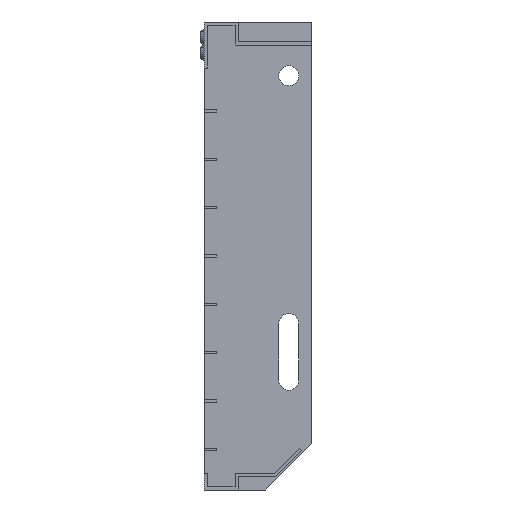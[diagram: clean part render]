
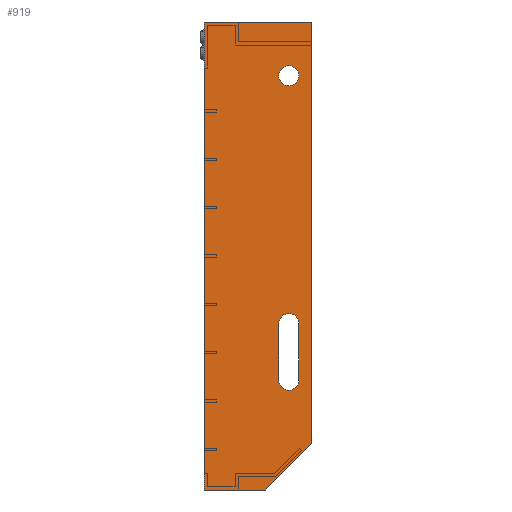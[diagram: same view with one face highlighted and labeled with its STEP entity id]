
A CAD part, left-side view. The second image highlights one B-rep face of the part: STEP entity #919.
In plain terms, the highlighted planar face has unit normal (-1, 0, 0).
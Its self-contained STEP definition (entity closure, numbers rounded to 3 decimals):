
#23 = VERTEX_POINT ( 'NONE', #6075 ) ;
#253 = VERTEX_POINT ( 'NONE', #31027 ) ;
#626 = CARTESIAN_POINT ( 'NONE',  ( -500., 70., 0. ) ) ;
#664 = ORIENTED_EDGE ( 'NONE', *, *, #18826, .T. ) ;
#919 = ADVANCED_FACE ( 'NONE', ( #27553, #23372, #8266 ), #5457, .F. ) ;
#1428 = VERTEX_POINT ( 'NONE', #2084 ) ;
#1656 = ORIENTED_EDGE ( 'NONE', *, *, #31274, .F. ) ;
#1677 = VECTOR ( 'NONE', #31477, 1000. ) ;
#2084 = CARTESIAN_POINT ( 'NONE',  ( -500., 8.5, -233.5 ) ) ;
#2652 = AXIS2_PLACEMENT_3D ( 'NONE', #30539, #9430, #12142 ) ;
#2904 = LINE ( 'NONE', #626, #32674 ) ;
#2941 = CARTESIAN_POINT ( 'NONE',  ( -500., 8.5, -196.5 ) ) ;
#3235 = ORIENTED_EDGE ( 'NONE', *, *, #6582, .T. ) ;
#3390 = EDGE_CURVE ( 'NONE', #8087, #15440, #19518, .T. ) ;
#3520 = AXIS2_PLACEMENT_3D ( 'NONE', #26108, #7362, #29030 ) ;
#3691 = ORIENTED_EDGE ( 'NONE', *, *, #3390, .T. ) ;
#3903 = VECTOR ( 'NONE', #25299, 1000. ) ;
#4076 = ORIENTED_EDGE ( 'NONE', *, *, #28226, .T. ) ;
#5065 = ORIENTED_EDGE ( 'NONE', *, *, #24909, .F. ) ;
#5457 = PLANE ( 'NONE',  #15798 ) ;
#6075 = CARTESIAN_POINT ( 'NONE',  ( -500., 70., -305. ) ) ;
#6129 = VECTOR ( 'NONE', #27026, 1000. ) ;
#6582 = EDGE_CURVE ( 'NONE', #15440, #7992, #24818, .T. ) ;
#7249 = ORIENTED_EDGE ( 'NONE', *, *, #10561, .T. ) ;
#7362 = DIRECTION ( 'NONE',  ( 1., 0., 0. ) ) ;
#7819 = CIRCLE ( 'NONE', #10537, 6.5 ) ;
#7894 = CARTESIAN_POINT ( 'NONE',  ( -500., 21.5, -196.5 ) ) ;
#7992 = VERTEX_POINT ( 'NONE', #2941 ) ;
#8087 = VERTEX_POINT ( 'NONE', #24851 ) ;
#8266 = FACE_OUTER_BOUND ( 'NONE', #25441, .T. ) ;
#8523 = CARTESIAN_POINT ( 'NONE',  ( -500., 30., -305. ) ) ;
#8712 = EDGE_CURVE ( 'NONE', #13483, #23, #31454, .T. ) ;
#9143 = CARTESIAN_POINT ( 'NONE',  ( -500., 15., -233.5 ) ) ;
#9252 = CIRCLE ( 'NONE', #28198, 6.5 ) ;
#9430 = DIRECTION ( 'NONE',  ( 1., 0., 0. ) ) ;
#9494 = VECTOR ( 'NONE', #23681, 1000. ) ;
#10033 = CARTESIAN_POINT ( 'NONE',  ( -500., 70., -305. ) ) ;
#10068 = CARTESIAN_POINT ( 'NONE',  ( -500., 15., -35. ) ) ;
#10537 = AXIS2_PLACEMENT_3D ( 'NONE', #10068, #31758, #31405 ) ;
#10561 = EDGE_CURVE ( 'NONE', #1428, #253, #12621, .T. ) ;
#10840 = ORIENTED_EDGE ( 'NONE', *, *, #23771, .T. ) ;
#10969 = DIRECTION ( 'NONE',  ( 0., 0., 1. ) ) ;
#11049 = LINE ( 'NONE', #22602, #3903 ) ;
#11336 = DIRECTION ( 'NONE',  ( 1., 0., 0. ) ) ;
#11938 = VERTEX_POINT ( 'NONE', #16794 ) ;
#12128 = EDGE_LOOP ( 'NONE', ( #13348, #664 ) ) ;
#12142 = DIRECTION ( 'NONE',  ( 0., 0., -1. ) ) ;
#12621 = CIRCLE ( 'NONE', #20244, 6.5 ) ;
#13348 = ORIENTED_EDGE ( 'NONE', *, *, #18863, .T. ) ;
#13483 = VERTEX_POINT ( 'NONE', #8523 ) ;
#15440 = VERTEX_POINT ( 'NONE', #7894 ) ;
#15798 = AXIS2_PLACEMENT_3D ( 'NONE', #27354, #11336, #25158 ) ;
#16154 = ORIENTED_EDGE ( 'NONE', *, *, #8712, .F. ) ;
#16241 = CARTESIAN_POINT ( 'NONE',  ( -500., 30., -305. ) ) ;
#16794 = CARTESIAN_POINT ( 'NONE',  ( -500., 15., -41.5 ) ) ;
#17007 = VECTOR ( 'NONE', #28385, 1000. ) ;
#17059 = DIRECTION ( 'NONE',  ( 0., 0., -1. ) ) ;
#18826 = EDGE_CURVE ( 'NONE', #29177, #11938, #27069, .T. ) ;
#18863 = EDGE_CURVE ( 'NONE', #11938, #29177, #7819, .T. ) ;
#18969 = EDGE_CURVE ( 'NONE', #23937, #13483, #27916, .T. ) ;
#19518 = LINE ( 'NONE', #34351, #9494 ) ;
#20228 = DIRECTION ( 'NONE',  ( 0., 0., -1. ) ) ;
#20244 = AXIS2_PLACEMENT_3D ( 'NONE', #25073, #30457, #17059 ) ;
#22269 = CARTESIAN_POINT ( 'NONE',  ( -500., 70., 0. ) ) ;
#22589 = ORIENTED_EDGE ( 'NONE', *, *, #22830, .F. ) ;
#22602 = CARTESIAN_POINT ( 'NONE',  ( -500., 0., -275. ) ) ;
#22830 = EDGE_CURVE ( 'NONE', #25352, #31958, #26509, .T. ) ;
#23372 = FACE_BOUND ( 'NONE', #12128, .T. ) ;
#23681 = DIRECTION ( 'NONE',  ( 0., 0., 1. ) ) ;
#23771 = EDGE_CURVE ( 'NONE', #253, #8087, #9252, .T. ) ;
#23937 = VERTEX_POINT ( 'NONE', #25672 ) ;
#24818 = CIRCLE ( 'NONE', #2652, 6.5 ) ;
#24851 = CARTESIAN_POINT ( 'NONE',  ( -500., 21.5, -233.5 ) ) ;
#24909 = EDGE_CURVE ( 'NONE', #23, #25352, #2904, .T. ) ;
#25073 = CARTESIAN_POINT ( 'NONE',  ( -500., 15., -233.5 ) ) ;
#25158 = DIRECTION ( 'NONE',  ( 0., 0., 1. ) ) ;
#25299 = DIRECTION ( 'NONE',  ( 0., 0., -1. ) ) ;
#25352 = VERTEX_POINT ( 'NONE', #22269 ) ;
#25441 = EDGE_LOOP ( 'NONE', ( #1656, #22589, #5065, #16154, #31550 ) ) ;
#25672 = CARTESIAN_POINT ( 'NONE',  ( -500., 0., -275. ) ) ;
#26108 = CARTESIAN_POINT ( 'NONE',  ( -500., 15., -35. ) ) ;
#26198 = CARTESIAN_POINT ( 'NONE',  ( -500., 15., -28.5 ) ) ;
#26253 = LINE ( 'NONE', #31201, #17007 ) ;
#26509 = LINE ( 'NONE', #33073, #29427 ) ;
#27026 = DIRECTION ( 'NONE',  ( 0., 0.707, -0.707 ) ) ;
#27069 = CIRCLE ( 'NONE', #3520, 6.5 ) ;
#27354 = CARTESIAN_POINT ( 'NONE',  ( -500., 0., 0. ) ) ;
#27493 = EDGE_LOOP ( 'NONE', ( #4076, #7249, #10840, #3691, #3235 ) ) ;
#27553 = FACE_BOUND ( 'NONE', #27493, .T. ) ;
#27916 = LINE ( 'NONE', #16241, #6129 ) ;
#28198 = AXIS2_PLACEMENT_3D ( 'NONE', #9143, #30820, #20228 ) ;
#28226 = EDGE_CURVE ( 'NONE', #7992, #1428, #26253, .T. ) ;
#28385 = DIRECTION ( 'NONE',  ( 0., 0., -1. ) ) ;
#29030 = DIRECTION ( 'NONE',  ( 0., 0., -1. ) ) ;
#29113 = CARTESIAN_POINT ( 'NONE',  ( -500., 0., 0. ) ) ;
#29177 = VERTEX_POINT ( 'NONE', #26198 ) ;
#29427 = VECTOR ( 'NONE', #30828, 1000. ) ;
#30457 = DIRECTION ( 'NONE',  ( 1., 0., 0. ) ) ;
#30539 = CARTESIAN_POINT ( 'NONE',  ( -500., 15., -196.5 ) ) ;
#30820 = DIRECTION ( 'NONE',  ( 1., 0., 0. ) ) ;
#30828 = DIRECTION ( 'NONE',  ( 0., -1., 0. ) ) ;
#31027 = CARTESIAN_POINT ( 'NONE',  ( -500., 15., -240. ) ) ;
#31201 = CARTESIAN_POINT ( 'NONE',  ( -500., 8.5, -196.5 ) ) ;
#31274 = EDGE_CURVE ( 'NONE', #31958, #23937, #11049, .T. ) ;
#31405 = DIRECTION ( 'NONE',  ( 0., 0., -1. ) ) ;
#31454 = LINE ( 'NONE', #10033, #1677 ) ;
#31477 = DIRECTION ( 'NONE',  ( 0., 1., 0. ) ) ;
#31550 = ORIENTED_EDGE ( 'NONE', *, *, #18969, .F. ) ;
#31758 = DIRECTION ( 'NONE',  ( 1., 0., 0. ) ) ;
#31958 = VERTEX_POINT ( 'NONE', #29113 ) ;
#32674 = VECTOR ( 'NONE', #10969, 1000. ) ;
#33073 = CARTESIAN_POINT ( 'NONE',  ( -500., 0., 0. ) ) ;
#34351 = CARTESIAN_POINT ( 'NONE',  ( -500., 21.5, -233.5 ) ) ;
